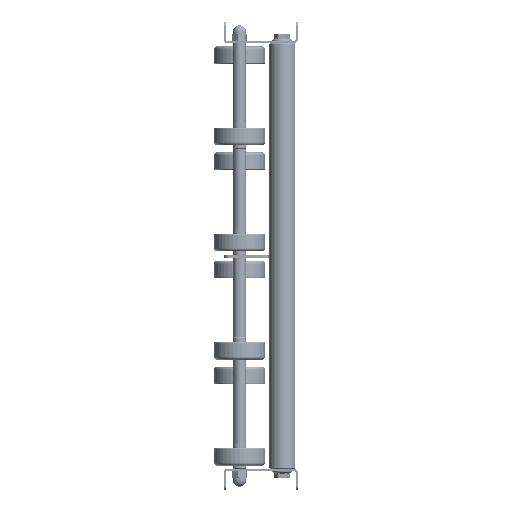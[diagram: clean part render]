
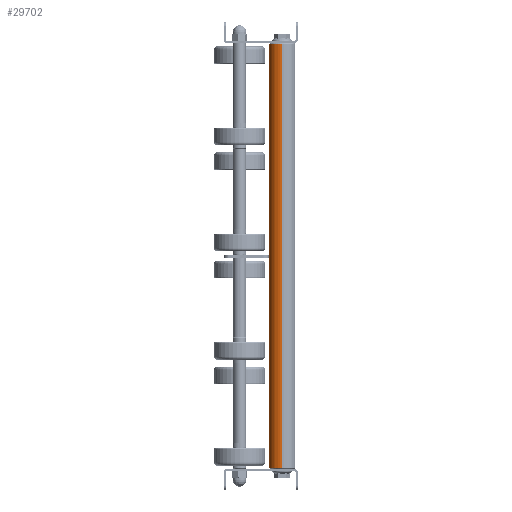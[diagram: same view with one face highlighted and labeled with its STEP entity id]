
A CAD part, left-side view. The second image highlights one B-rep face of the part: STEP entity #29702.
In plain terms, the highlighted cylindrical face has radius 12.5 mm (diameter 25 mm), a partial arc.
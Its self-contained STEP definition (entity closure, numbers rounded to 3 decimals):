
#733 = AXIS2_PLACEMENT_3D ( 'NONE', #20095, #16814, #12381 ) ;
#2114 = EDGE_CURVE ( 'NONE', #9648, #7622, #25491, .T. ) ;
#3732 = CARTESIAN_POINT ( 'NONE',  ( 400., 0., 12.5 ) ) ;
#5912 = DIRECTION ( 'NONE',  ( -1., 0., 0. ) ) ;
#6759 = CIRCLE ( 'NONE', #733, 12.5 ) ;
#7622 = VERTEX_POINT ( 'NONE', #22899 ) ;
#8234 = VERTEX_POINT ( 'NONE', #22031 ) ;
#8324 = EDGE_CURVE ( 'NONE', #23505, #8234, #24554, .T. ) ;
#8654 = CYLINDRICAL_SURFACE ( 'NONE', #27255, 12.5 ) ;
#9212 = CARTESIAN_POINT ( 'NONE',  ( 399., 0., -12.5 ) ) ;
#9363 = VECTOR ( 'NONE', #22962, 1000. ) ;
#9645 = ORIENTED_EDGE ( 'NONE', *, *, #2114, .F. ) ;
#9648 = VERTEX_POINT ( 'NONE', #19640 ) ;
#12381 = DIRECTION ( 'NONE',  ( 0., 0., -1. ) ) ;
#13689 = EDGE_CURVE ( 'NONE', #8234, #7622, #6759, .T. ) ;
#15407 = DIRECTION ( 'NONE',  ( 0., 0., -1. ) ) ;
#16814 = DIRECTION ( 'NONE',  ( 1., 0., 0. ) ) ;
#17902 = EDGE_LOOP ( 'NONE', ( #27604, #21572, #19951, #9645 ) ) ;
#18263 = CARTESIAN_POINT ( 'NONE',  ( 400., 0., 0. ) ) ;
#18563 = VECTOR ( 'NONE', #5912, 1000. ) ;
#19527 = CARTESIAN_POINT ( 'NONE',  ( 400., 0., -12.5 ) ) ;
#19640 = CARTESIAN_POINT ( 'NONE',  ( 399., 0., 12.5 ) ) ;
#19951 = ORIENTED_EDGE ( 'NONE', *, *, #13689, .T. ) ;
#20095 = CARTESIAN_POINT ( 'NONE',  ( 1., 0., 0. ) ) ;
#20322 = DIRECTION ( 'NONE',  ( -1., 0., 0. ) ) ;
#20940 = FACE_OUTER_BOUND ( 'NONE', #17902, .T. ) ;
#21572 = ORIENTED_EDGE ( 'NONE', *, *, #8324, .T. ) ;
#22031 = CARTESIAN_POINT ( 'NONE',  ( 1., 0., -12.5 ) ) ;
#22899 = CARTESIAN_POINT ( 'NONE',  ( 1., 0., 12.5 ) ) ;
#22962 = DIRECTION ( 'NONE',  ( -1., 0., 0. ) ) ;
#23505 = VERTEX_POINT ( 'NONE', #9212 ) ;
#23623 = AXIS2_PLACEMENT_3D ( 'NONE', #29957, #20322, #15407 ) ;
#24554 = LINE ( 'NONE', #19527, #18563 ) ;
#25215 = DIRECTION ( 'NONE',  ( 0., 0., 1. ) ) ;
#25491 = LINE ( 'NONE', #3732, #9363 ) ;
#27255 = AXIS2_PLACEMENT_3D ( 'NONE', #18263, #27884, #25215 ) ;
#27604 = ORIENTED_EDGE ( 'NONE', *, *, #28582, .T. ) ;
#27884 = DIRECTION ( 'NONE',  ( -1., 0., 0. ) ) ;
#28582 = EDGE_CURVE ( 'NONE', #9648, #23505, #29198, .T. ) ;
#29198 = CIRCLE ( 'NONE', #23623, 12.5 ) ;
#29702 = ADVANCED_FACE ( 'NONE', ( #20940 ), #8654, .T. ) ;
#29957 = CARTESIAN_POINT ( 'NONE',  ( 399., 0., 0. ) ) ;
